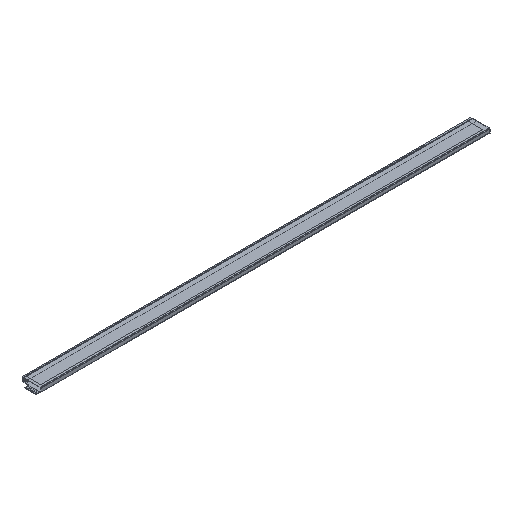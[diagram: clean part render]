
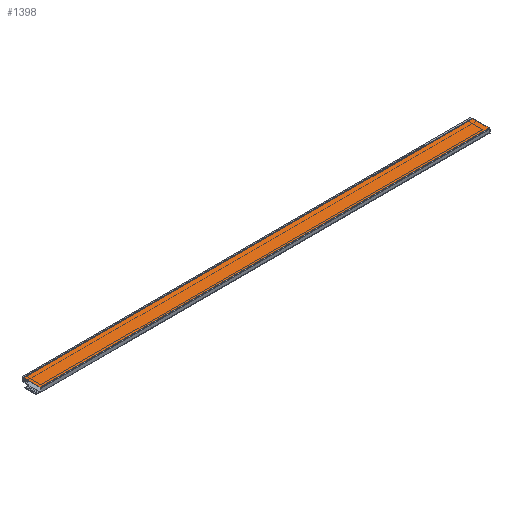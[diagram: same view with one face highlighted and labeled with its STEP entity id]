
A CAD part, isometric view. The second image highlights one B-rep face of the part: STEP entity #1398.
In plain terms, the highlighted planar face has unit normal (0, 0, 1).
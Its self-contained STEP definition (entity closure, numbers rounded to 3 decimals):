
#299 = CARTESIAN_POINT ( 'NONE',  ( -2., 0., 0. ) ) ;
#432 = DIRECTION ( 'NONE',  ( 0., -1., 0. ) ) ;
#497 = FACE_OUTER_BOUND ( 'NONE', #2063, .T. ) ;
#517 = EDGE_CURVE ( 'NONE', #1872, #2740, #2300, .T. ) ;
#535 = LINE ( 'NONE', #2037, #2412 ) ;
#549 = ORIENTED_EDGE ( 'NONE', *, *, #972, .T. ) ;
#580 = DIRECTION ( 'NONE',  ( 0., 1., 0. ) ) ;
#661 = VECTOR ( 'NONE', #1329, 1000. ) ;
#799 = EDGE_CURVE ( 'NONE', #2224, #1872, #535, .T. ) ;
#851 = AXIS2_PLACEMENT_3D ( 'NONE', #2307, #1057, #2520 ) ;
#917 = CARTESIAN_POINT ( 'NONE',  ( -2., 0.7, 0. ) ) ;
#972 = EDGE_CURVE ( 'NONE', #2740, #1149, #1471, .T. ) ;
#1016 = ORIENTED_EDGE ( 'NONE', *, *, #517, .T. ) ;
#1057 = DIRECTION ( 'NONE',  ( 0., 0., -1. ) ) ;
#1149 = VERTEX_POINT ( 'NONE', #917 ) ;
#1303 = LINE ( 'NONE', #2119, #2348 ) ;
#1329 = DIRECTION ( 'NONE',  ( -1., 0., 0. ) ) ;
#1398 = ADVANCED_FACE ( 'NONE', ( #497 ), #1674, .F. ) ;
#1471 = LINE ( 'NONE', #299, #2602 ) ;
#1591 = CARTESIAN_POINT ( 'NONE',  ( -2., 13.4, 0. ) ) ;
#1674 = PLANE ( 'NONE',  #851 ) ;
#1675 = DIRECTION ( 'NONE',  ( 1., 0., 0. ) ) ;
#1872 = VERTEX_POINT ( 'NONE', #2120 ) ;
#2030 = ORIENTED_EDGE ( 'NONE', *, *, #2350, .T. ) ;
#2037 = CARTESIAN_POINT ( 'NONE',  ( 341.9, 0., 0. ) ) ;
#2052 = ORIENTED_EDGE ( 'NONE', *, *, #799, .T. ) ;
#2063 = EDGE_LOOP ( 'NONE', ( #2030, #2052, #1016, #549 ) ) ;
#2119 = CARTESIAN_POINT ( 'NONE',  ( -2., 0.7, 0. ) ) ;
#2120 = CARTESIAN_POINT ( 'NONE',  ( 341.9, 13.4, 0. ) ) ;
#2173 = CARTESIAN_POINT ( 'NONE',  ( -2., 13.4, 0. ) ) ;
#2224 = VERTEX_POINT ( 'NONE', #2257 ) ;
#2257 = CARTESIAN_POINT ( 'NONE',  ( 341.9, 0.7, 0. ) ) ;
#2300 = LINE ( 'NONE', #2173, #661 ) ;
#2307 = CARTESIAN_POINT ( 'NONE',  ( 0., 0., 0. ) ) ;
#2348 = VECTOR ( 'NONE', #1675, 1000. ) ;
#2350 = EDGE_CURVE ( 'NONE', #1149, #2224, #1303, .T. ) ;
#2412 = VECTOR ( 'NONE', #580, 1000. ) ;
#2520 = DIRECTION ( 'NONE',  ( -1., 0., 0. ) ) ;
#2602 = VECTOR ( 'NONE', #432, 1000. ) ;
#2740 = VERTEX_POINT ( 'NONE', #1591 ) ;
